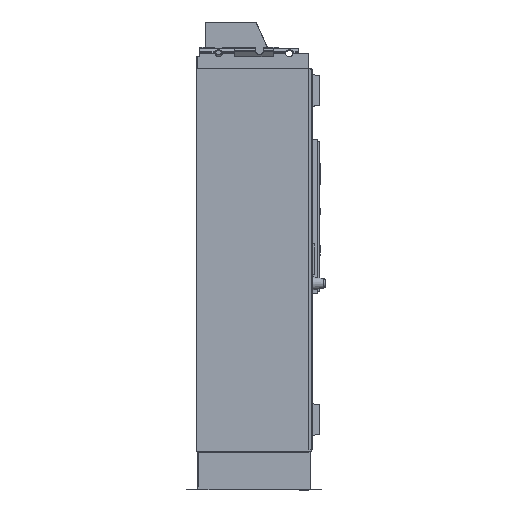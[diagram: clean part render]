
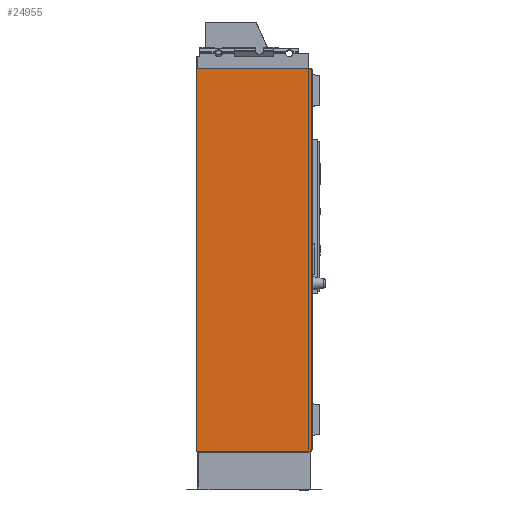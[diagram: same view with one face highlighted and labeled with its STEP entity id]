
A CAD part, left-side view. The second image highlights one B-rep face of the part: STEP entity #24955.
In plain terms, the highlighted planar face has unit normal (-1, 0, 0).
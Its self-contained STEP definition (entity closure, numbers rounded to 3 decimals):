
#21555=FACE_OUTER_BOUND('',#36131,.T.);
#24955=ADVANCED_FACE('',(#21555),#28946,.T.);
#28946=PLANE('',#96570);
#36131=EDGE_LOOP('',(#43878,#43879,#43880,#43881));
#43878=ORIENTED_EDGE('',*,*,#70122,.F.);
#43879=ORIENTED_EDGE('',*,*,#70120,.T.);
#43880=ORIENTED_EDGE('',*,*,#70123,.F.);
#43881=ORIENTED_EDGE('',*,*,#70124,.F.);
#62522=VERTEX_POINT('',#123690);
#62523=VERTEX_POINT('',#123692);
#62524=VERTEX_POINT('',#123696);
#62525=VERTEX_POINT('',#123698);
#70120=EDGE_CURVE('',#62523,#62522,#80203,.T.);
#70122=EDGE_CURVE('',#62523,#62524,#80205,.T.);
#70123=EDGE_CURVE('',#62525,#62522,#80206,.T.);
#70124=EDGE_CURVE('',#62524,#62525,#80207,.T.);
#80203=LINE('',#123691,#88747);
#80205=LINE('',#123695,#88749);
#80206=LINE('',#123697,#88750);
#80207=LINE('',#123699,#88751);
#88747=VECTOR('',#103870,1.);
#88749=VECTOR('',#103874,1.);
#88750=VECTOR('',#103875,1.);
#88751=VECTOR('',#103876,1.);
#96570=AXIS2_PLACEMENT_3D('',#123700,#103877,#103878);
#103870=DIRECTION('',(0.,0.,-1.));
#103874=DIRECTION('',(0.,-1.,0.));
#103875=DIRECTION('',(0.,1.,0.));
#103876=DIRECTION('',(0.,0.,-1.));
#103877=DIRECTION('',(-1.,0.,0.));
#103878=DIRECTION('',(0.,0.,1.));
#123690=CARTESIAN_POINT('',(-1750.,600.,-100.));
#123691=CARTESIAN_POINT('',(-1750.,600.,1932.5));
#123692=CARTESIAN_POINT('',(-1750.,600.,1899.5));
#123695=CARTESIAN_POINT('',(-1750.,600.,1899.5));
#123696=CARTESIAN_POINT('',(-1750.,0.,1899.5));
#123697=CARTESIAN_POINT('',(-1750.,600.,-100.));
#123698=CARTESIAN_POINT('',(-1750.,0.,-100.));
#123699=CARTESIAN_POINT('',(-1750.,0.,0.));
#123700=CARTESIAN_POINT('',(-1750.,300.,1932.5));
